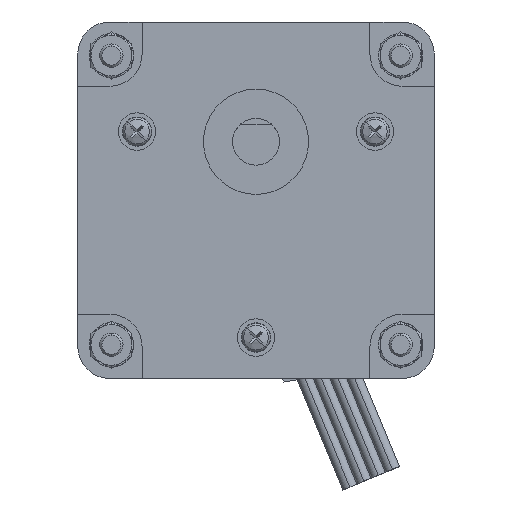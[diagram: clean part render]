
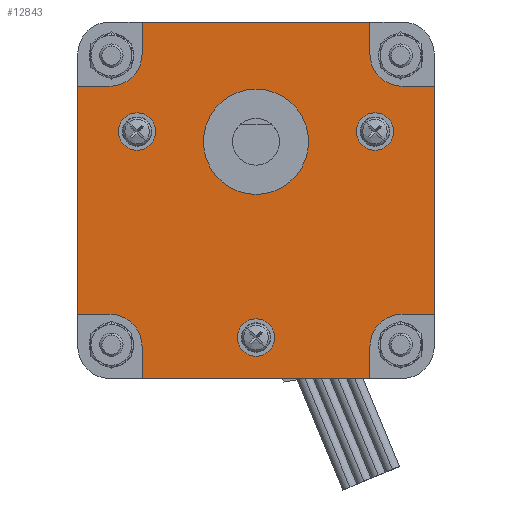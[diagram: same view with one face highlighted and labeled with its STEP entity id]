
A CAD part, left-side view. The second image highlights one B-rep face of the part: STEP entity #12843.
In plain terms, the highlighted planar face has unit normal (-1, 0, 0).
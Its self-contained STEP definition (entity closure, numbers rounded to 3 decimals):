
#12089=CARTESIAN_POINT('POINT6856',(1.,25.,
   9.5));
#12090=VERTEX_POINT('VERTEX6856',#12089);
#12097=CARTESIAN_POINT('POINT6857',(1.,19.5,
   15.));
#12098=VERTEX_POINT('VERTEX6857',#12097);
#12099=CARTESIAN_POINT('POS9899',(1.,25.,
   15.));
#12100=DIRECTION('DIR14757',(1.,0.,0.));
#12101=DIRECTION('DIR14758',(0.,0.,-1.));
#12102=AXIS2_PLACEMENT_3D('AXIS4859',#12099,#12100,#12101);
#12103=CIRCLE('ELLIPSE2060',#12102,5.5);
#12104=EDGE_CURVE('EDGE11043',#12098,#12090,#12103,.T.);
#12116=CARTESIAN_POINT('POINT6858',(1.,19.5,
   20.5));
#12117=VERTEX_POINT('VERTEX6858',#12116);
#12126=CARTESIAN_POINT('POS9902',(1.,19.5,3.875));
#12127=DIRECTION('DIR14761',(0.,0.,-1.));
#12128=VECTOR('VEC5043',#12127,1.);
#12129=LINE('STRAIGHT5043',#12126,#12128);
#12130=EDGE_CURVE('EDGE11046',#12117,#12098,#12129,.T.);
#12151=CARTESIAN_POINT('POINT6860',(1.,-19.5,
   20.5));
#12152=VERTEX_POINT('VERTEX6860',#12151);
#12153=CARTESIAN_POINT('POS9905',(1.,-25.,20.5));
#12154=DIRECTION('DIR14765',(0.,1.,0.));
#12155=VECTOR('VEC5045',#12154,1.);
#12156=LINE('STRAIGHT5045',#12153,#12155);
#12157=EDGE_CURVE('EDGE11048',#12152,#12117,#12156,.T.);
#12191=CARTESIAN_POINT('POINT6864',(1.,-19.5,
   15.));
#12192=VERTEX_POINT('VERTEX6864',#12191);
#12206=CARTESIAN_POINT('POS9912',(1.,-19.5,3.875));
#12207=DIRECTION('DIR14773',(0.,0.,1.));
#12208=VECTOR('VEC5051',#12207,1.);
#12209=LINE('STRAIGHT5051',#12206,#12208);
#12210=EDGE_CURVE('EDGE11054',#12192,#12152,#12209,.T.);
#12221=CARTESIAN_POINT('POINT6865',(1.,-25.,
   9.5));
#12222=VERTEX_POINT('VERTEX6865',#12221);
#12223=CARTESIAN_POINT('POS9914',(1.,-25.,
   15.));
#12224=DIRECTION('DIR14776',(1.,0.,0.));
#12225=DIRECTION('DIR14777',(0.,0.,-1.));
#12226=AXIS2_PLACEMENT_3D('AXIS4863',#12223,#12224,#12225);
#12227=CIRCLE('ELLIPSE2061',#12226,5.5);
#12228=EDGE_CURVE('EDGE11055',#12222,#12192,#12227,.T.);
#12255=CARTESIAN_POINT('POINT6868',(1.,19.5,-35.));
#12256=VERTEX_POINT('VERTEX6868',#12255);
#12263=CARTESIAN_POINT('POINT6869',(1.,25.,-29.5));
#12264=VERTEX_POINT('VERTEX6869',#12263);
#12265=CARTESIAN_POINT('POS9919',(1.,25.,-35.));
#12266=DIRECTION('DIR14784',(1.,0.,0.));
#12267=DIRECTION('DIR14785',(0.,0.,-1.));
#12268=AXIS2_PLACEMENT_3D('AXIS4866',#12265,#12266,#12267);
#12269=CIRCLE('ELLIPSE2063',#12268,5.5);
#12270=EDGE_CURVE('EDGE11059',#12264,#12256,#12269,.T.);
#12295=CARTESIAN_POINT('POINT6871',(1.,30.5,-29.5));
#12296=VERTEX_POINT('VERTEX6871',#12295);
#12312=CARTESIAN_POINT('POS9925',(1.,13.875,-29.5));
#12313=DIRECTION('DIR14793',(0.,-1.,0.));
#12314=VECTOR('VEC5057',#12313,1.);
#12315=LINE('STRAIGHT5057',#12312,#12314);
#12316=EDGE_CURVE('EDGE11064',#12296,#12264,#12315,.T.);
#12349=CARTESIAN_POINT('POINT6875',(1.,30.5,
   9.5));
#12350=VERTEX_POINT('VERTEX6875',#12349);
#12351=CARTESIAN_POINT('POS9930',(1.,30.5,15.));
#12352=DIRECTION('DIR14799',(0.,0.,-1.));
#12353=VECTOR('VEC5061',#12352,1.);
#12354=LINE('STRAIGHT5061',#12351,#12353);
#12355=EDGE_CURVE('EDGE11068',#12350,#12296,#12354,.T.);
#12376=CARTESIAN_POINT('POS9933',(1.,13.875,9.5));
#12377=DIRECTION('DIR14803',(0.,1.,0.));
#12378=VECTOR('VEC5063',#12377,1.);
#12379=LINE('STRAIGHT5063',#12376,#12378);
#12380=EDGE_CURVE('EDGE11070',#12090,#12350,#12379,.T.);
#12390=CARTESIAN_POINT('POINT6876',(1.,0.,-30.3));
#12391=VERTEX_POINT('VERTEX6876',#12390);
#12398=CARTESIAN_POINT('POINT6877',(1.,
   0.,-36.7));
#12399=VERTEX_POINT('VERTEX6877',#12398);
#12400=CARTESIAN_POINT('POS9936',(1.,0.,
   -33.5));
#12401=DIRECTION('DIR14807',(1.,0.,0.));
#12402=DIRECTION('DIR14808',(0.,0.,1.));
#12403=AXIS2_PLACEMENT_3D('AXIS4872',#12400,#12401,#12402);
#12404=CIRCLE('ELLIPSE2065',#12403,3.2);
#12405=EDGE_CURVE('EDGE11072',#12399,#12391,#12404,.T.);
#12425=EDGE_CURVE('EDGE11074',#12391,#12399,#12404,.T.);
#12430=CARTESIAN_POINT('POINT6878',(1.,
   -20.352,4.95));
#12431=VERTEX_POINT('VERTEX6878',#12430);
#12438=CARTESIAN_POINT('POINT6879',(1.,
   -20.352,-1.45));
#12439=VERTEX_POINT('VERTEX6879',#12438);
#12440=CARTESIAN_POINT('POS9940',(1.,
   -20.352,1.75));
#12441=DIRECTION('DIR14813',(1.,0.,0.));
#12442=DIRECTION('DIR14814',(0.,0.,1.));
#12443=AXIS2_PLACEMENT_3D('AXIS4874',#12440,#12441,#12442);
#12444=CIRCLE('ELLIPSE2066',#12443,3.2);
#12445=EDGE_CURVE('EDGE11076',#12439,#12431,#12444,.T.);
#12465=EDGE_CURVE('EDGE11078',#12431,#12439,#12444,.T.);
#12470=CARTESIAN_POINT('POINT6880',(1.,
   20.352,4.95));
#12471=VERTEX_POINT('VERTEX6880',#12470);
#12478=CARTESIAN_POINT('POINT6881',(1.,
   20.352,-1.45));
#12479=VERTEX_POINT('VERTEX6881',#12478);
#12480=CARTESIAN_POINT('POS9944',(1.,
   20.352,1.75));
#12481=DIRECTION('DIR14819',(1.,0.,0.));
#12482=DIRECTION('DIR14820',(0.,0.,1.));
#12483=AXIS2_PLACEMENT_3D('AXIS4876',#12480,#12481,#12482);
#12484=CIRCLE('ELLIPSE2067',#12483,3.2);
#12485=EDGE_CURVE('EDGE11080',#12479,#12471,#12484,.T.);
#12505=EDGE_CURVE('EDGE11082',#12471,#12479,#12484,.T.);
#12510=CARTESIAN_POINT('POINT6882',(1.,
   0.,9.));
#12511=VERTEX_POINT('VERTEX6882',#12510);
#12519=CARTESIAN_POINT('POINT6883',(1.,0.,
   -9.));
#12520=VERTEX_POINT('VERTEX6883',#12519);
#12527=CARTESIAN_POINT('POS9949',(1.,0.,
   0.));
#12528=DIRECTION('DIR14826',(1.,0.,0.));
#12529=DIRECTION('DIR14827',(0.,0.,1.));
#12530=AXIS2_PLACEMENT_3D('AXIS4878',#12527,#12528,#12529);
#12531=CIRCLE('ELLIPSE2068',#12530,9.);
#12532=EDGE_CURVE('EDGE11085',#12511,#12520,#12531,.T.);
#12543=EDGE_CURVE('EDGE11086',#12520,#12511,#12531,.T.);
#12550=CARTESIAN_POINT('POINT6884',(1.,-30.5,
   9.5));
#12551=VERTEX_POINT('VERTEX6884',#12550);
#12567=CARTESIAN_POINT('POS9953',(1.,-13.875,9.5));
#12568=DIRECTION('DIR14832',(0.,1.,0.));
#12569=VECTOR('VEC5074',#12568,1.);
#12570=LINE('STRAIGHT5074',#12567,#12569);
#12571=EDGE_CURVE('EDGE11089',#12551,#12222,#12570,.T.);
#12702=CARTESIAN_POINT('POINT6891',(1.,19.5,-40.5));
#12703=VERTEX_POINT('VERTEX6891',#12702);
#12710=CARTESIAN_POINT('POS9965',(1.,19.5,-23.875));
#12711=DIRECTION('DIR14849',(0.,0.,-1.));
#12712=VECTOR('VEC5081',#12711,1.);
#12713=LINE('STRAIGHT5081',#12710,#12712);
#12714=EDGE_CURVE('EDGE11100',#12256,#12703,#12713,.T.);
#12770=ORIENTED_EDGE('COEDGE22183',*,*,#12543,.T.);
#12771=ORIENTED_EDGE('COEDGE22184',*,*,#12532,.T.);
#12772=EDGE_LOOP('NONE',(#12770,#12771));
#12773=FACE_BOUND('LOOP1',#12772,.T.);
#12774=ORIENTED_EDGE('COEDGE22185',*,*,#12505,.T.);
#12775=ORIENTED_EDGE('COEDGE22186',*,*,#12485,.T.);
#12776=EDGE_LOOP('NONE',(#12774,#12775));
#12777=FACE_BOUND('LOOP1',#12776,.T.);
#12778=ORIENTED_EDGE('COEDGE22187',*,*,#12465,.T.);
#12779=ORIENTED_EDGE('COEDGE22188',*,*,#12445,.T.);
#12780=EDGE_LOOP('NONE',(#12778,#12779));
#12781=FACE_BOUND('LOOP1',#12780,.T.);
#12782=ORIENTED_EDGE('COEDGE22189',*,*,#12425,.T.);
#12783=ORIENTED_EDGE('COEDGE22190',*,*,#12405,.T.);
#12784=EDGE_LOOP('NONE',(#12782,#12783));
#12785=FACE_BOUND('LOOP1',#12784,.T.);
#12786=ORIENTED_EDGE('COEDGE22191',*,*,#12380,.T.);
#12787=ORIENTED_EDGE('COEDGE22192',*,*,#12355,.T.);
#12788=ORIENTED_EDGE('COEDGE22193',*,*,#12316,.T.);
#12789=ORIENTED_EDGE('COEDGE22194',*,*,#12270,.T.);
#12790=ORIENTED_EDGE('COEDGE22195',*,*,#12714,.T.);
#12791=CARTESIAN_POINT('POINT6894',(1.,-19.5,-40.5));
#12792=VERTEX_POINT('VERTEX6894',#12791);
#12793=CARTESIAN_POINT('POS9971',(1.,25.,-40.5));
#12794=DIRECTION('DIR14858',(0.,-1.,0.));
#12795=VECTOR('VEC5084',#12794,1.);
#12796=LINE('STRAIGHT5084',#12793,#12795);
#12797=EDGE_CURVE('EDGE11104',#12703,#12792,#12796,.T.);
#12798=ORIENTED_EDGE('COEDGE22196',*,*,#12797,.T.);
#12799=CARTESIAN_POINT('POINT6895',(1.,-19.5,-35.));
#12800=VERTEX_POINT('VERTEX6895',#12799);
#12801=CARTESIAN_POINT('POS9972',(1.,-19.5,-23.875));
#12802=DIRECTION('DIR14859',(0.,0.,1.));
#12803=VECTOR('VEC5085',#12802,1.);
#12804=LINE('STRAIGHT5085',#12801,#12803);
#12805=EDGE_CURVE('EDGE11105',#12792,#12800,#12804,.T.);
#12806=ORIENTED_EDGE('COEDGE22197',*,*,#12805,.T.);
#12807=CARTESIAN_POINT('POINT6896',(1.,-25.,-29.5));
#12808=VERTEX_POINT('VERTEX6896',#12807);
#12809=CARTESIAN_POINT('POS9973',(1.,-25.,-35.));
#12810=DIRECTION('DIR14860',(1.,0.,0.));
#12811=DIRECTION('DIR14861',(0.,0.,-1.));
#12812=AXIS2_PLACEMENT_3D('AXIS4888',#12809,#12810,#12811);
#12813=CIRCLE('ELLIPSE2072',#12812,5.5);
#12814=EDGE_CURVE('EDGE11106',#12800,#12808,#12813,.T.);
#12815=ORIENTED_EDGE('COEDGE22198',*,*,#12814,.T.);
#12816=CARTESIAN_POINT('POINT6897',(1.,-30.5,-29.5));
#12817=VERTEX_POINT('VERTEX6897',#12816);
#12818=CARTESIAN_POINT('POS9974',(1.,-13.875,-29.5));
#12819=DIRECTION('DIR14862',(0.,-1.,0.));
#12820=VECTOR('VEC5086',#12819,1.);
#12821=LINE('STRAIGHT5086',#12818,#12820);
#12822=EDGE_CURVE('EDGE11107',#12808,#12817,#12821,.T.);
#12823=ORIENTED_EDGE('COEDGE22199',*,*,#12822,.T.);
#12824=CARTESIAN_POINT('POS9975',(1.,-30.5,
   -10.));
#12825=DIRECTION('DIR14863',(0.,0.,1.));
#12826=VECTOR('VEC5087',#12825,1.);
#12827=LINE('STRAIGHT5087',#12824,#12826);
#12828=EDGE_CURVE('EDGE11108',#12817,#12551,#12827,.T.);
#12829=ORIENTED_EDGE('COEDGE22200',*,*,#12828,.T.);
#12830=ORIENTED_EDGE('COEDGE22201',*,*,#12571,.T.);
#12831=ORIENTED_EDGE('COEDGE22202',*,*,#12228,.T.);
#12832=ORIENTED_EDGE('COEDGE22203',*,*,#12210,.T.);
#12833=ORIENTED_EDGE('COEDGE22204',*,*,#12157,.T.);
#12834=ORIENTED_EDGE('COEDGE22205',*,*,#12130,.T.);
#12835=ORIENTED_EDGE('COEDGE22206',*,*,#12104,.T.);
#12836=EDGE_LOOP('NONE',(#12786,#12787,#12788,#12789,#12790,#12798,
   #12806,#12815,#12823,#12829,#12830,#12831,#12832,#12833,#12834,#12835
   ));
#12837=FACE_BOUND('LOOP1',#12836,.T.);
#12838=CARTESIAN_POINT('POS9976',(1.,0.,
   -10.));
#12839=DIRECTION('DIR14864',(1.,0.,0.));
#12840=DIRECTION('DIR14865',(0.,1.,0.));
#12841=AXIS2_PLACEMENT_3D('AXIS4889',#12838,#12839,#12840);
#12842=PLANE('PLANE2016',#12841);
#12843=ADVANCED_FACE('FACE4589',(#12773,#12777,#12781,#12785,#12837),
   #12842,.F.);
